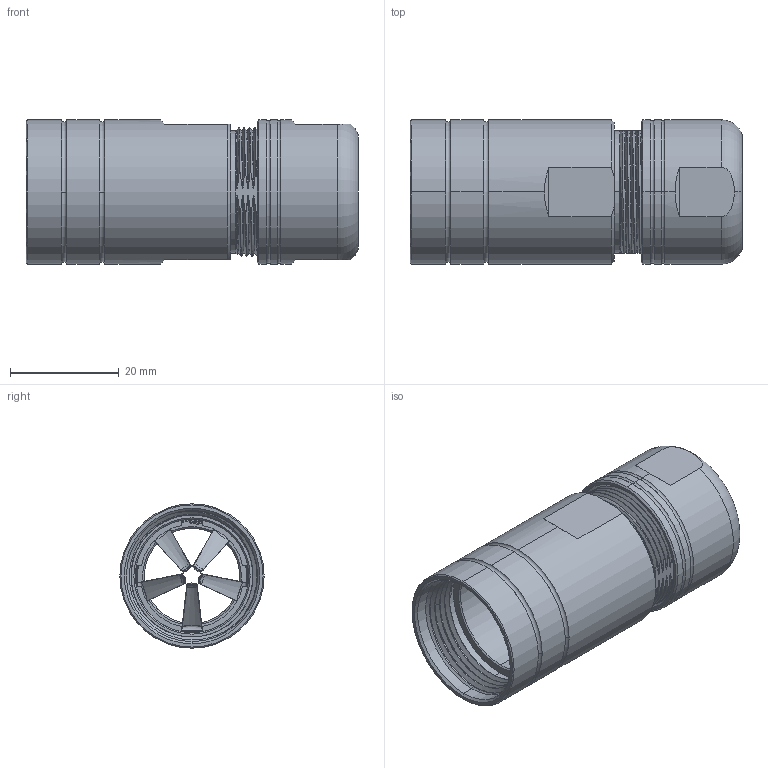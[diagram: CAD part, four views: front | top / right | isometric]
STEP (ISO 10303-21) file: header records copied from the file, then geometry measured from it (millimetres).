
FILE_DESCRIPTION((''),'2;1');
FILE_NAME('M0289-16','2015-09-11T',('ben.guo'),(''),'PRO/ENGINEER BY PARAMETRIC TECHNOLOGY CORPORATION, 2013230','PRO/ENGINEER BY PARAMETRIC TECHNOLOGY CORPORATION, 2013230','');
FILE_SCHEMA(('CONFIG_CONTROL_DESIGN'));
Length unit declared in the file: millimetre
Products named in the file (1): M0289-16
Bounding box: 61 x 26.5 x 26.5 mm (x, y, z)
Volume: 11962.6 mm3; surface area: 15634.9 mm2
Topology: 1 solids, 2 shells, 849 faces, 2408 edges, 1516 vertices
Faces by surface type: plane 377, bspline 204, cylinder 154, cone 70, torus 44
Entity records: 50787 total; most frequent: CARTESIAN_POINT 30647, ORIENTED_EDGE 4816, DIRECTION 3295, EDGE_CURVE 2408, VERTEX_POINT 1516, AXIS2_PLACEMENT_3D 1170, VECTOR 955, LINE 955
